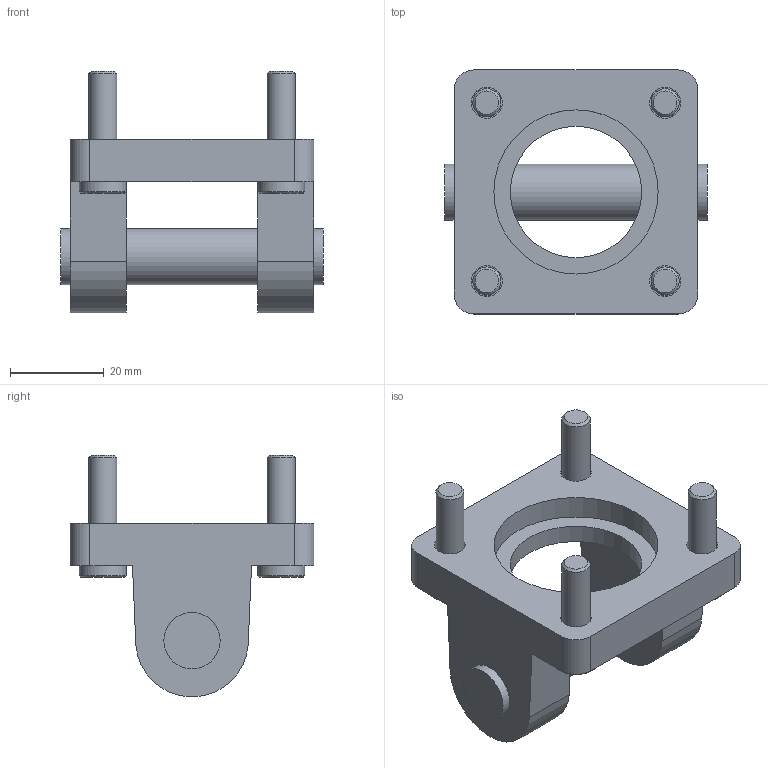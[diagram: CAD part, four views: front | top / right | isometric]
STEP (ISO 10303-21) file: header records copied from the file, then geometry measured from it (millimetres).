
FILE_DESCRIPTION (( 'STEP AP214' ), '1' );
FILE_NAME ('RK-SCR2-P05.STEP', '2025-05-12T17:07:47', ( '' ), ( '' ), 'SwSTEP 2.0', 'SolidWorks 2023', '' );
FILE_SCHEMA (( 'AUTOMOTIVE_DESIGN' ));
Length unit declared in the file: millimetre
Products named in the file (2): 1320.40.20F; RK-SCR2-P05
Assembly tree (1 placements, depth 2):
  RK-SCR2-P05
    1320.40.20F
Bounding box: 56 x 52 x 51.45 mm (x, y, z)
Volume: 37354 mm3; surface area: 15046.8 mm2
Topology: 5 solids, 5 shells, 123 faces, 236 edges, 137 vertices
Faces by surface type: plane 60, cone 36, cylinder 27
Full cylindrical faces by diameter (mm): 6 x4, 6.6 x4, 10 x4, 10.5 x4, 12 x3, 28 x1, 35 x1
Entity records: 3630 total; most frequent: CARTESIAN_POINT 727, DIRECTION 522, ORIENTED_EDGE 402, AXIS2_PLACEMENT_3D 218, EDGE_CURVE 201, EDGE_LOOP 182, FACE_OUTER_BOUND 144, VERTEX_POINT 135
